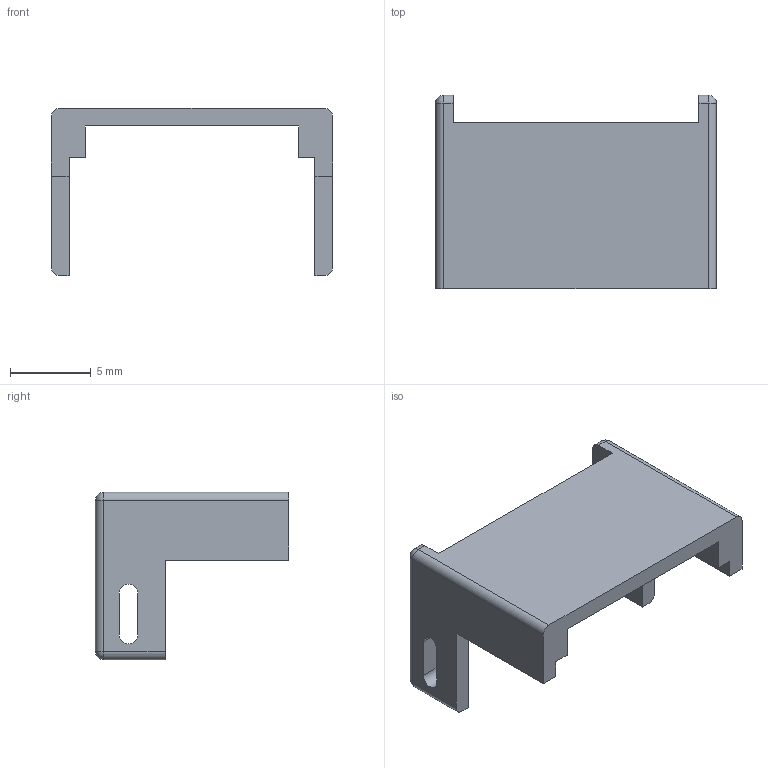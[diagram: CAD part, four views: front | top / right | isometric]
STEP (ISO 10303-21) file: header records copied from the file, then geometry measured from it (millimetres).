
FILE_DESCRIPTION(/* description */ (''),/* implementation_level */ '2;1');
FILE_NAME(/* name */ 'CaseMod_v2 v4.step',/* time_stamp */ '2021-09-21T14:15:57+01:00',/* author */ (''),/* organization */ (''),/* preprocessor_version */ 'ST-DEVELOPER v18.1',/* originating_system */ 'Autodesk Translation Framework v10.10.0.1391',/* authorisation */ '');
FILE_SCHEMA (('AUTOMOTIVE_DESIGN { 1 0 10303 214 3 1 1 }'));
Length unit declared in the file: millimetre
Products named in the file (2): CaseMod_v2; (Unsaved)_S10.29
Assembly tree (2 placements, depth 2):
  CaseMod_v2
    (Unsaved)_S10.29  x2
Bounding box: 17.45 x 12 x 10.39 mm (x, y, z)
Volume: 740.6 mm3; surface area: 1461.3 mm2
Topology: 2 solids, 2 shells, 84 faces, 216 edges, 136 vertices
Faces by surface type: plane 48, cylinder 28, sphere 8
Entity records: 1340 total; most frequent: DIRECTION 228, CARTESIAN_POINT 222, ORIENTED_EDGE 216, EDGE_CURVE 108, LINE 80, VECTOR 80, AXIS2_PLACEMENT_3D 74, VERTEX_POINT 68
